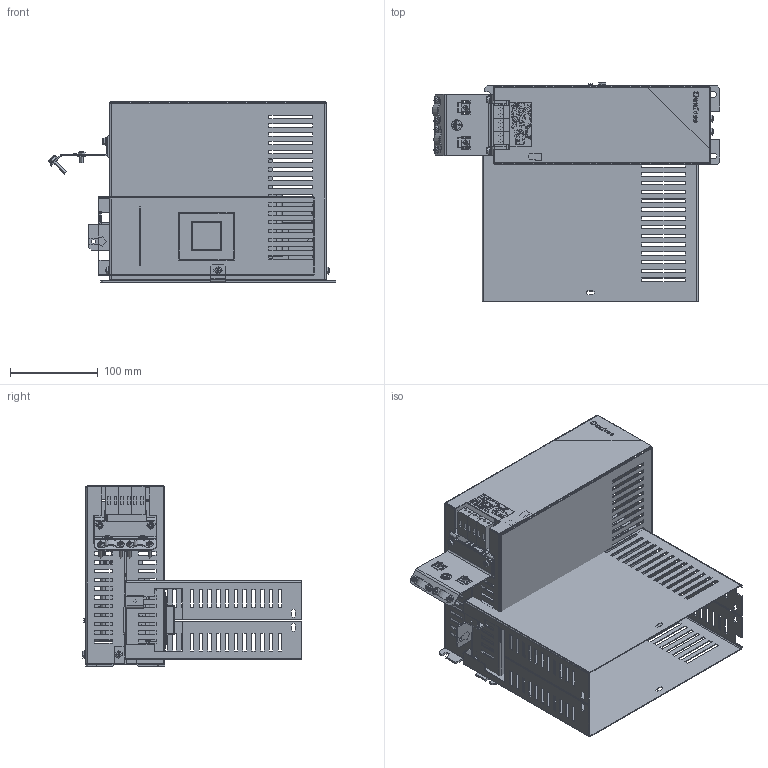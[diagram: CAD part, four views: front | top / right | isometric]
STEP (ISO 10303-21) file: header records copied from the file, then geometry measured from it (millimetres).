
FILE_DESCRIPTION( ( 'Unknown' ), '1' );
FILE_NAME( 'FS21148-8-99.stp', 'Unknown', ( 'Unknown' ), ( 'Unknown' ), 'XStep 1.0', 'Unknown', ' ' );
FILE_SCHEMA( ( 'CONFIG_CONTROL_DESIGN' ) );
Length unit declared in the file: millimetre
Products named in the file (59): Assem1; Assem2; Assem3; Assem4; 1; 2; 3; 4; 5; 6; 7; 8; 9; 10; 11; 12; 13; 14; 15; 16; 17; 18; 19; 20; 21; 22; 23; 24; 25; 26; 27; 28; 29; 30; 31; 32; 33; 34; 35; 36 ...
Bounding box: 327.71 x 250.07 x 205.8 mm (x, y, z)
Volume: 2942581.2 mm3
Topology: 183 solids, 183 shells, 7537 faces, 18829 edges, 12503 vertices
Faces by surface type: plane 5234, extrusion 1352, cylinder 820, cone 106, sphere 17, torus 8
Full cylindrical faces by diameter (mm): 0.3 x2, 0.4 x12, 2.75 x6, 3.2 x3, 3.242 x12, 3.3 x28, 3.8 x12, 4 x32, 4.2 x14, 4.3 x15, 4.5 x23, 5 x17, 5.2 x3, 5.3 x14, 5.8 x13, 6 x8, 7.7 x4, 8 x17, 8.8 x4, 9 x11, 10 x14, 12 x2, 13 x2, 14 x2, 18 x4, 21 x4
Entity records: 141321 total; most frequent: CARTESIAN_POINT 65744, ORIENTED_EDGE 15290, DIRECTION 12311, EDGE_CURVE 7645, VECTOR 5541, VERTEX_POINT 5246, LINE 4865, EDGE_LOOP 4311
